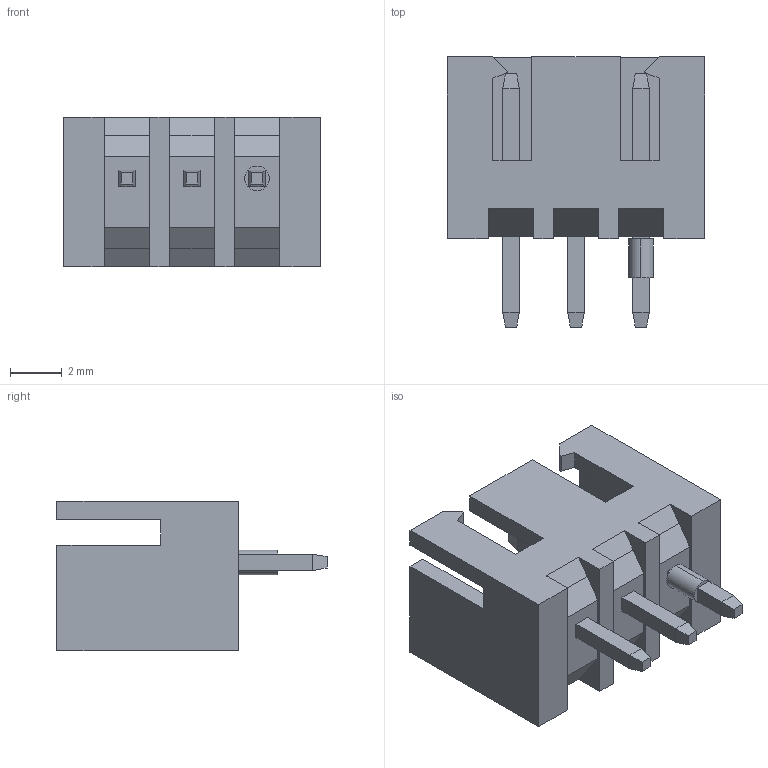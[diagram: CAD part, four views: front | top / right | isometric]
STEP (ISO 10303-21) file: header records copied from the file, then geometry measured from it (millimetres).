
FILE_DESCRIPTION (( 'STEP AP214' ), '1' );
FILE_NAME ('1EB681F5-3F4C-4257-8753-355F5BF1B70E.STEP', '2007-08-28T19:00:54', ( 'sysAdmin' ), ( 'SolidWorks' ), 'SwSTEP 2.0', 'SolidWorks 2007', '' );
FILE_SCHEMA (( 'AUTOMOTIVE_DESIGN' ));
Length unit declared in the file: millimetre
Products named in the file (1): 1EB681F5-3F4C-4257-8753-355F5BF1B70E
Bounding box: 9.9 x 10.4 x 5.75 mm (x, y, z)
Volume: 151.7 mm3; surface area: 551.9 mm2
Topology: 1 solids, 1 shells, 111 faces, 279 edges, 178 vertices
Faces by surface type: plane 106, cylinder 5
Entity records: 4068 total; most frequent: CARTESIAN_POINT 569, ORIENTED_EDGE 558, DIRECTION 513, EDGE_CURVE 279, VECTOR 269, LINE 269, VERTEX_POINT 178, AXIS2_PLACEMENT_3D 122
